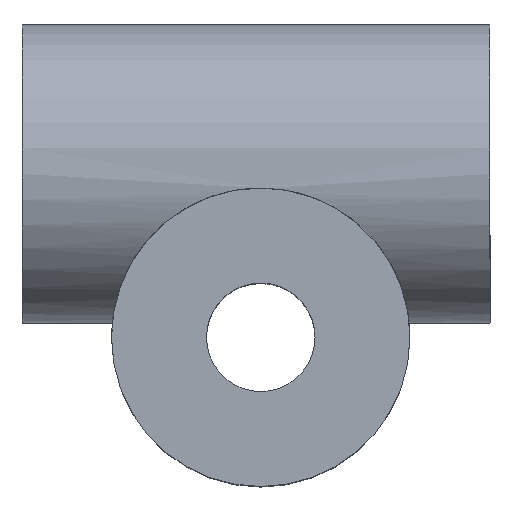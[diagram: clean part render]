
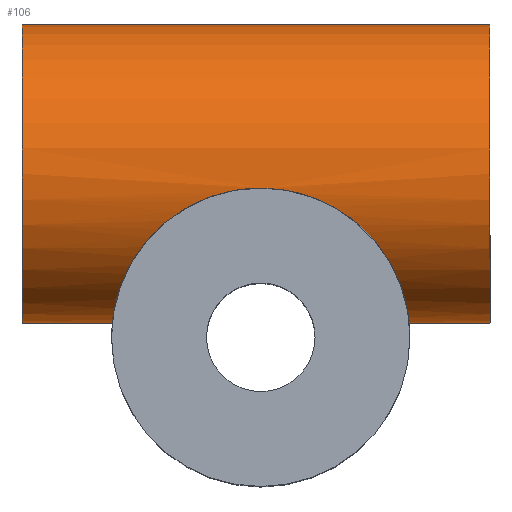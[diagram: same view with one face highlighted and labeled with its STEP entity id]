
A CAD part, top view. The second image highlights one B-rep face of the part: STEP entity #106.
In plain terms, the highlighted cylindrical face has radius 11 mm (diameter 22 mm), a full revolution.
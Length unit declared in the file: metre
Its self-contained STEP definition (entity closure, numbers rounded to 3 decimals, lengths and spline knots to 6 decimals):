
#16=B_SPLINE_CURVE_WITH_KNOTS('',3,(#178,#179,#180,#181,#182,#183,#184,
#185,#186,#187,#188,#189,#190,#191,#192,#193,#194,#195,#196,#197,#198,#199,
#200,#201,#202,#203,#204,#205,#206,#207,#208,#209,#210,#211),
 .UNSPECIFIED.,.T.,.F.,(1,1,1,1,1,1,1,1,1,1,1,1,1,1,1,1,1,1,1,1,1,1,1,1,
1,1,1,1,1,1,1,1,1,1,1,1,1,1),(-0.008312,-0.005542,
-0.002771,0.,0.002771,0.005542,0.008312,
0.011083,0.013854,0.016625,0.019395,
0.022166,0.024937,0.027708,0.030478,
0.033249,0.03602,0.038791,0.041561,
0.044332,0.049874,0.052644,0.055415,
0.058186,0.060957,0.063727,0.066498,
0.069269,0.07204,0.07481,0.077581,
0.080352,0.083123,0.085893,0.088664,
0.091435,0.094206,0.096976),.UNSPECIFIED.);
#28=ORIENTED_EDGE('',*,*,#37,.F.);
#29=ORIENTED_EDGE('',*,*,#42,.F.);
#30=ORIENTED_EDGE('',*,*,#43,.T.);
#37=EDGE_CURVE('',#46,#46,#16,.T.);
#42=EDGE_CURVE('',#51,#51,#59,.F.);
#43=EDGE_CURVE('',#52,#52,#60,.F.);
#46=VERTEX_POINT('',#212);
#51=VERTEX_POINT('',#227);
#52=VERTEX_POINT('',#229);
#59=CIRCLE('',#134,0.011);
#60=CIRCLE('',#135,0.011);
#72=EDGE_LOOP('',(#28));
#73=EDGE_LOOP('',(#29));
#74=EDGE_LOOP('',(#30));
#90=FACE_BOUND('',#72,.T.);
#91=FACE_BOUND('',#73,.T.);
#92=FACE_BOUND('',#74,.T.);
#100=CYLINDRICAL_SURFACE('',#133,0.011);
#106=ADVANCED_FACE('',(#90,#91,#92),#100,.T.);
#133=AXIS2_PLACEMENT_3D('',#225,#162,#163);
#134=AXIS2_PLACEMENT_3D('',#226,#164,#165);
#135=AXIS2_PLACEMENT_3D('',#228,#166,#167);
#162=DIRECTION('',(-1.,0.,0.));
#163=DIRECTION('',(0.,-1.,0.));
#164=DIRECTION('',(-1.,0.,0.));
#165=DIRECTION('',(0.,-1.,0.));
#166=DIRECTION('',(-1.,0.,0.));
#167=DIRECTION('',(0.,-1.,0.));
#178=CARTESIAN_POINT('',(0.01103,-0.010759,-0.000212));
#179=CARTESIAN_POINT('',(0.011059,-0.011119,0.002609));
#180=CARTESIAN_POINT('',(0.011031,-0.010764,0.005377));
#181=CARTESIAN_POINT('',(0.010881,-0.009726,0.007986));
#182=CARTESIAN_POINT('',(0.010424,-0.008082,0.010226));
#183=CARTESIAN_POINT('',(0.009429,-0.006048,0.0119));
#184=CARTESIAN_POINT('',(0.007763,-0.004002,0.012912));
#185=CARTESIAN_POINT('',(0.005523,-0.002344,0.013376));
#186=CARTESIAN_POINT('',(0.002919,-0.001295,0.01353));
#187=CARTESIAN_POINT('',(0.000134,-0.000932,0.013559));
#188=CARTESIAN_POINT('',(-0.002656,-0.001278,0.013532));
#189=CARTESIAN_POINT('',(-0.005268,-0.002315,0.013382));
#190=CARTESIAN_POINT('',(-0.007503,-0.003946,0.012931));
#191=CARTESIAN_POINT('',(-0.009186,-0.005979,0.011944));
#192=CARTESIAN_POINT('',(-0.010207,-0.008033,0.010279));
#193=CARTESIAN_POINT('',(-0.010674,-0.009696,0.008042));
#194=CARTESIAN_POINT('',(-0.010831,-0.010751,0.005434));
#195=CARTESIAN_POINT('',(-0.010864,-0.011243,0.001709));
#196=CARTESIAN_POINT('',(-0.010828,-0.010291,-0.002004));
#197=CARTESIAN_POINT('',(-0.010235,-0.008109,-0.004998));
#198=CARTESIAN_POINT('',(-0.009242,-0.006068,-0.006688));
#199=CARTESIAN_POINT('',(-0.007578,-0.004016,-0.007707));
#200=CARTESIAN_POINT('',(-0.005338,-0.002352,-0.008175));
#201=CARTESIAN_POINT('',(-0.002725,-0.001296,-0.00833));
#202=CARTESIAN_POINT('',(0.000066,-0.000932,-0.008359));
#203=CARTESIAN_POINT('',(0.002849,-0.001277,-0.008332));
#204=CARTESIAN_POINT('',(0.005465,-0.002311,-0.008183));
#205=CARTESIAN_POINT('',(0.007715,-0.003956,-0.007728));
#206=CARTESIAN_POINT('',(0.009396,-0.005995,-0.006733));
#207=CARTESIAN_POINT('',(0.010412,-0.008047,-0.005065));
#208=CARTESIAN_POINT('',(0.010877,-0.009709,-0.002817));
#209=CARTESIAN_POINT('',(0.01103,-0.010759,-0.000212));
#210=CARTESIAN_POINT('',(0.011059,-0.011119,0.002609));
#211=CARTESIAN_POINT('',(0.011031,-0.010764,0.005377));
#212=CARTESIAN_POINT('',(0.01105,-0.011,0.0026));
#225=CARTESIAN_POINT('',(0.017,0.,0.0026));
#226=CARTESIAN_POINT('',(0.017,0.,0.0026));
#227=CARTESIAN_POINT('',(0.017,-0.011,0.0026));
#228=CARTESIAN_POINT('',(-0.0175,0.,0.0026));
#229=CARTESIAN_POINT('',(-0.0175,-0.011,0.0026));
